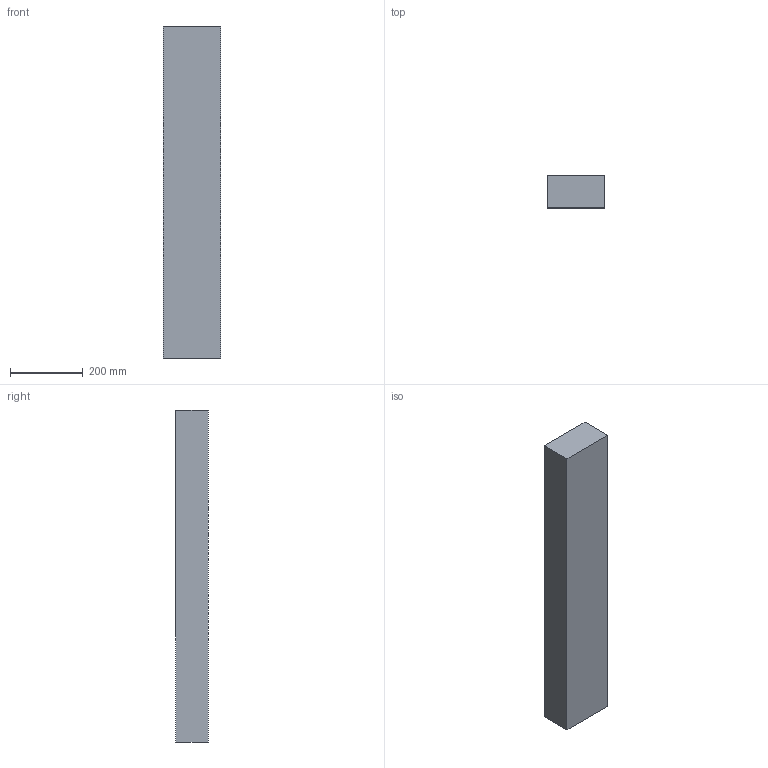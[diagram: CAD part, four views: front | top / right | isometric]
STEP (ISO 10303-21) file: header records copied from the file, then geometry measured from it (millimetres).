
FILE_DESCRIPTION (( 'STEP AP203' ), '1' );
FILE_NAME ('IN65-55M.STEP', '2024-03-25T11:07:32', ( '' ), ( '' ), 'SwSTEP 2.0', 'SolidWorks 2021', '' );
FILE_SCHEMA (( 'CONFIG_CONTROL_DESIGN' ));
Length unit declared in the file: millimetre
Products named in the file (1): IN65-55M
Bounding box: 158 x 88 x 910 mm (x, y, z)
Volume: 12574442.8 mm3; surface area: 492949.6 mm2
Topology: 1 solids, 1 shells, 102 faces, 273 edges, 182 vertices
Faces by surface type: plane 70, bspline 32
Entity records: 4826 total; most frequent: CARTESIAN_POINT 2414, ORIENTED_EDGE 546, DIRECTION 351, EDGE_CURVE 273, LINE 209, VECTOR 209, VERTEX_POINT 182, EDGE_LOOP 111
